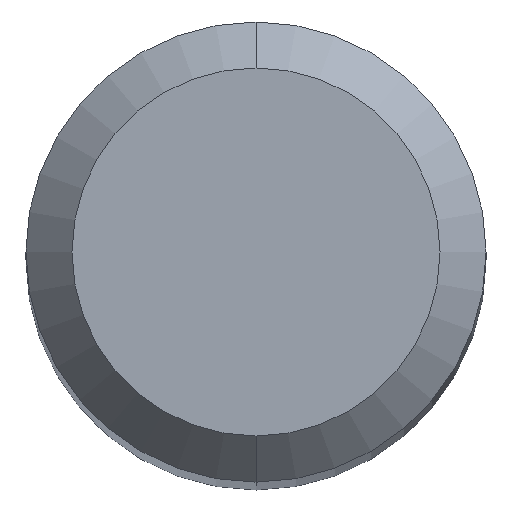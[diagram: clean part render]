
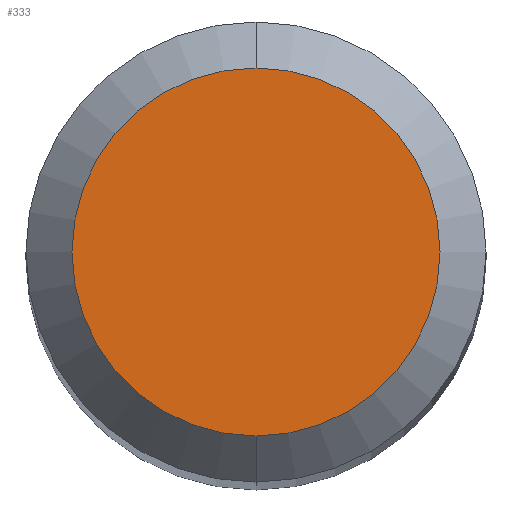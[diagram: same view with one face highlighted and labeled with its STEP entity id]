
A CAD part, top view. The second image highlights one B-rep face of the part: STEP entity #333.
In plain terms, the highlighted planar face has unit normal (0, 0, 1).
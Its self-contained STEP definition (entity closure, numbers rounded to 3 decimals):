
#233=VERTEX_POINT('',#545);
#333=ADVANCED_FACE('',(#656),#657,.T.);
#339=EDGE_CURVE('',#233,#411,#663,.T.);
#351=EDGE_CURVE('',#411,#233,#677,.T.);
#411=VERTEX_POINT('',#743);
#545=CARTESIAN_POINT('',(0.0,1.2,0.0));
#656=FACE_OUTER_BOUND('',#1187,.T.);
#657=PLANE('',#1188);
#663=CIRCLE('',#1199,1.2);
#677=CIRCLE('',#1217,1.2);
#743=CARTESIAN_POINT('',(0.,-1.2,0.0));
#1187=EDGE_LOOP('',(#1641,#1642));
#1188=AXIS2_PLACEMENT_3D('',#1643,#1644,#1645);
#1199=AXIS2_PLACEMENT_3D('',#1648,#1649,#1650);
#1217=AXIS2_PLACEMENT_3D('',#1672,#1673,#1674);
#1641=ORIENTED_EDGE('',*,*,#339,.F.);
#1642=ORIENTED_EDGE('',*,*,#351,.F.);
#1643=CARTESIAN_POINT('',(0.0,0.6,0.0));
#1644=DIRECTION('',(-0.0,0.0,1.0));
#1645=DIRECTION('',(0.0,-1.0,0.0));
#1648=CARTESIAN_POINT('',(0.0,0.0,0.0));
#1649=DIRECTION('',(0.0,0.0,-1.0));
#1650=DIRECTION('',(0.0,1.0,0.0));
#1672=CARTESIAN_POINT('',(0.0,0.0,0.0));
#1673=DIRECTION('',(0.0,0.0,-1.0));
#1674=DIRECTION('',(0.0,1.0,0.0));
